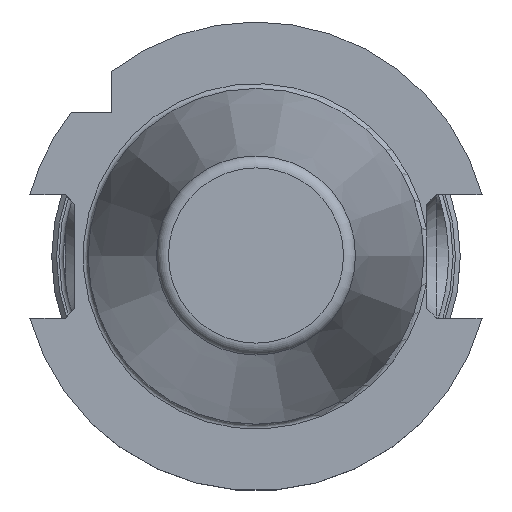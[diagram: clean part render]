
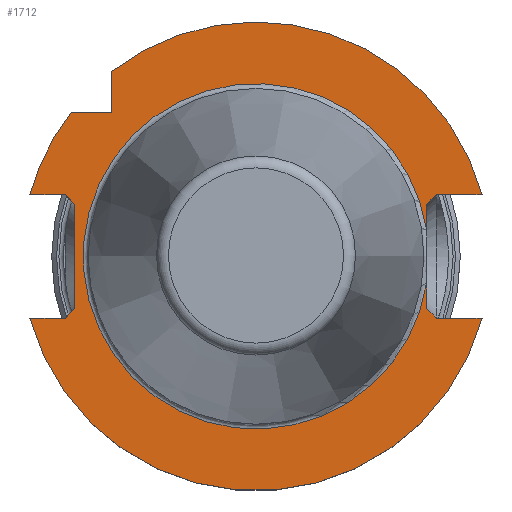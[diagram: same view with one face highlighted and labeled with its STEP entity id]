
A CAD part, top view. The second image highlights one B-rep face of the part: STEP entity #1712.
In plain terms, the highlighted planar face has unit normal (0, 0, 1).
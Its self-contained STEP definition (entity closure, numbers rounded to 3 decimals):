
#86=LINE('',#2777,#188);
#87=LINE('',#2778,#189);
#98=LINE('',#2836,#200);
#116=LINE('',#2941,#218);
#119=LINE('',#2947,#221);
#120=LINE('',#2949,#222);
#121=LINE('',#2951,#223);
#122=LINE('',#2953,#224);
#123=LINE('',#2955,#225);
#124=LINE('',#2957,#226);
#125=LINE('',#2958,#227);
#126=LINE('',#2959,#228);
#127=LINE('',#2960,#229);
#188=VECTOR('',#2187,1000.);
#189=VECTOR('',#2188,1000.);
#200=VECTOR('',#2227,1000.);
#218=VECTOR('',#2299,1000.);
#221=VECTOR('',#2304,1000.);
#222=VECTOR('',#2305,1000.);
#223=VECTOR('',#2306,1000.);
#224=VECTOR('',#2307,1000.);
#225=VECTOR('',#2308,1000.);
#226=VECTOR('',#2309,1000.);
#227=VECTOR('',#2310,1000.);
#228=VECTOR('',#2311,1000.);
#229=VECTOR('',#2312,1000.);
#628=ORIENTED_EDGE('',*,*,#1007,.F.);
#629=ORIENTED_EDGE('',*,*,#962,.F.);
#630=ORIENTED_EDGE('',*,*,#1008,.T.);
#631=ORIENTED_EDGE('',*,*,#1009,.T.);
#632=ORIENTED_EDGE('',*,*,#1010,.T.);
#633=ORIENTED_EDGE('',*,*,#1011,.T.);
#634=ORIENTED_EDGE('',*,*,#1012,.T.);
#635=ORIENTED_EDGE('',*,*,#1002,.F.);
#636=ORIENTED_EDGE('',*,*,#1013,.T.);
#637=ORIENTED_EDGE('',*,*,#1004,.T.);
#638=ORIENTED_EDGE('',*,*,#942,.T.);
#639=ORIENTED_EDGE('',*,*,#938,.T.);
#640=ORIENTED_EDGE('',*,*,#941,.T.);
#641=ORIENTED_EDGE('',*,*,#964,.T.);
#642=ORIENTED_EDGE('',*,*,#1014,.T.);
#643=ORIENTED_EDGE('',*,*,#967,.F.);
#644=ORIENTED_EDGE('',*,*,#1015,.F.);
#938=EDGE_CURVE('',#1151,#1150,#1293,.F.);
#941=EDGE_CURVE('',#1150,#1154,#86,.T.);
#942=EDGE_CURVE('',#1155,#1151,#87,.T.);
#962=EDGE_CURVE('',#1169,#1168,#1301,.T.);
#964=EDGE_CURVE('',#1154,#1171,#98,.T.);
#967=EDGE_CURVE('',#1172,#1174,#1302,.T.);
#1002=EDGE_CURVE('',#1198,#1199,#1315,.T.);
#1004=EDGE_CURVE('',#1200,#1155,#116,.T.);
#1007=EDGE_CURVE('',#1168,#1202,#119,.T.);
#1008=EDGE_CURVE('',#1169,#1203,#120,.T.);
#1009=EDGE_CURVE('',#1203,#1204,#121,.T.);
#1010=EDGE_CURVE('',#1204,#1205,#122,.T.);
#1011=EDGE_CURVE('',#1205,#1206,#123,.T.);
#1012=EDGE_CURVE('',#1206,#1199,#124,.T.);
#1013=EDGE_CURVE('',#1198,#1200,#125,.T.);
#1014=EDGE_CURVE('',#1171,#1174,#126,.T.);
#1015=EDGE_CURVE('',#1202,#1172,#127,.T.);
#1150=VERTEX_POINT('',#2768);
#1151=VERTEX_POINT('',#2769);
#1154=VERTEX_POINT('',#2776);
#1155=VERTEX_POINT('',#2779);
#1168=VERTEX_POINT('',#2828);
#1169=VERTEX_POINT('',#2830);
#1171=VERTEX_POINT('',#2835);
#1172=VERTEX_POINT('',#2840);
#1174=VERTEX_POINT('',#2843);
#1198=VERTEX_POINT('',#2936);
#1199=VERTEX_POINT('',#2938);
#1200=VERTEX_POINT('',#2942);
#1202=VERTEX_POINT('',#2948);
#1203=VERTEX_POINT('',#2950);
#1204=VERTEX_POINT('',#2952);
#1205=VERTEX_POINT('',#2954);
#1206=VERTEX_POINT('',#2956);
#1293=CIRCLE('',#1853,35.925);
#1301=CIRCLE('',#1868,48.75);
#1302=CIRCLE('',#1871,48.75);
#1315=CIRCLE('',#1895,48.75);
#1416=EDGE_LOOP('',(#628,#629,#630,#631,#632,#633,#634,#635,#636,#637,#638,
#639,#640,#641,#642,#643,#644));
#1544=FACE_BOUND('',#1416,.T.);
#1629=PLANE('',#1897);
#1712=ADVANCED_FACE('',(#1544),#1629,.T.);
#1853=AXIS2_PLACEMENT_3D('',#2770,#2180,#2181);
#1868=AXIS2_PLACEMENT_3D('',#2831,#2222,#2223);
#1871=AXIS2_PLACEMENT_3D('',#2842,#2232,#2233);
#1895=AXIS2_PLACEMENT_3D('',#2937,#2294,#2295);
#1897=AXIS2_PLACEMENT_3D('',#2946,#2302,#2303);
#2180=DIRECTION('',(0.,0.,1.));
#2181=DIRECTION('',(1.,0.,0.));
#2187=DIRECTION('',(0.,1.,0.));
#2188=DIRECTION('',(0.,1.,0.));
#2222=DIRECTION('',(0.,0.,-1.));
#2223=DIRECTION('',(-1.,0.,0.));
#2227=DIRECTION('',(0.707,0.707,0.));
#2232=DIRECTION('',(0.,0.,-1.));
#2233=DIRECTION('',(-1.,0.,0.));
#2294=DIRECTION('',(0.,0.,-1.));
#2295=DIRECTION('',(-1.,0.,0.));
#2299=DIRECTION('',(-0.707,0.707,0.));
#2302=DIRECTION('',(0.,0.,1.));
#2303=DIRECTION('',(1.,0.,0.));
#2304=DIRECTION('',(1.,0.,0.));
#2305=DIRECTION('',(1.,0.,0.));
#2306=DIRECTION('',(0.707,-0.707,0.));
#2307=DIRECTION('',(0.,-1.,0.));
#2308=DIRECTION('',(-0.707,-0.707,0.));
#2309=DIRECTION('',(-1.,0.,0.));
#2310=DIRECTION('',(-1.,0.,0.));
#2311=DIRECTION('',(1.,0.,0.));
#2312=DIRECTION('',(0.,1.,0.));
#2768=CARTESIAN_POINT('',(35.5,5.51,-3.2));
#2769=CARTESIAN_POINT('',(35.5,-5.51,-3.2));
#2770=CARTESIAN_POINT('',(0.,0.,-3.2));
#2776=CARTESIAN_POINT('',(35.5,10.85,-3.2));
#2777=CARTESIAN_POINT('',(35.5,0.,-3.2));
#2778=CARTESIAN_POINT('',(35.5,0.,-3.2));
#2779=CARTESIAN_POINT('',(35.5,-10.85,-3.2));
#2828=CARTESIAN_POINT('',(-38.426,30.,-3.2));
#2830=CARTESIAN_POINT('',(-47.026,12.85,-3.2));
#2831=CARTESIAN_POINT('',(0.,0.,-3.2));
#2835=CARTESIAN_POINT('',(37.5,12.85,-3.2));
#2836=CARTESIAN_POINT('',(-5.138,-29.787,-3.2));
#2840=CARTESIAN_POINT('',(-30.,38.426,-3.2));
#2842=CARTESIAN_POINT('',(0.,0.,-3.2));
#2843=CARTESIAN_POINT('',(47.026,12.85,-3.2));
#2936=CARTESIAN_POINT('',(47.026,-12.85,-3.2));
#2937=CARTESIAN_POINT('',(0.,0.,-3.2));
#2938=CARTESIAN_POINT('',(-47.026,-12.85,-3.2));
#2941=CARTESIAN_POINT('',(-5.138,29.787,-3.2));
#2942=CARTESIAN_POINT('',(37.5,-12.85,-3.2));
#2946=CARTESIAN_POINT('',(-34.925,0.,-3.2));
#2947=CARTESIAN_POINT('',(-34.925,30.,-3.2));
#2948=CARTESIAN_POINT('',(-30.,30.,-3.2));
#2949=CARTESIAN_POINT('',(-34.925,12.85,-3.2));
#2950=CARTESIAN_POINT('',(-39.7,12.85,-3.2));
#2951=CARTESIAN_POINT('',(-30.888,4.038,-3.2));
#2952=CARTESIAN_POINT('',(-37.7,10.85,-3.2));
#2953=CARTESIAN_POINT('',(-37.7,0.,-3.2));
#2954=CARTESIAN_POINT('',(-37.7,-10.85,-3.2));
#2955=CARTESIAN_POINT('',(-30.888,-4.038,-3.2));
#2956=CARTESIAN_POINT('',(-39.7,-12.85,-3.2));
#2957=CARTESIAN_POINT('',(-34.925,-12.85,-3.2));
#2958=CARTESIAN_POINT('',(-34.925,-12.85,-3.2));
#2959=CARTESIAN_POINT('',(-34.925,12.85,-3.2));
#2960=CARTESIAN_POINT('',(-30.,0.,-3.2));
